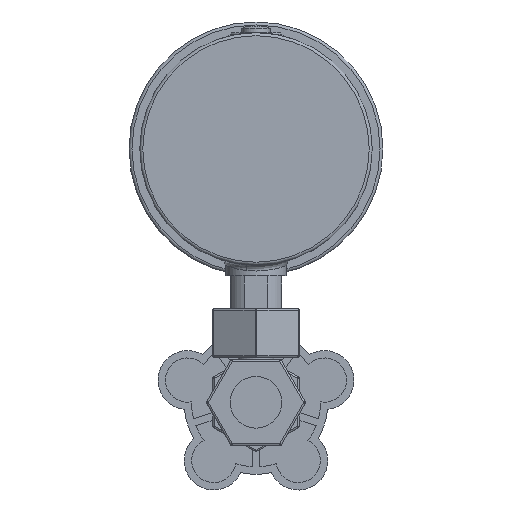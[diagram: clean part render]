
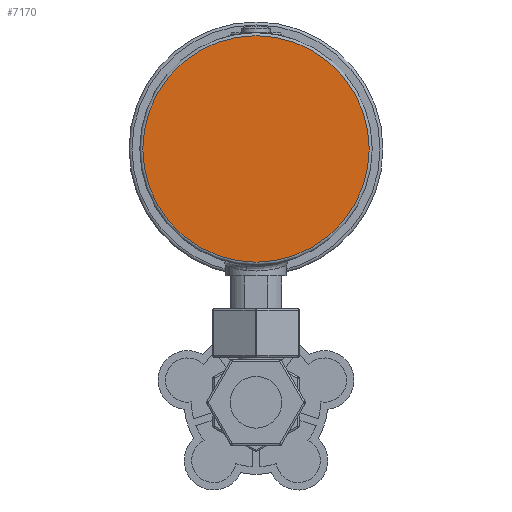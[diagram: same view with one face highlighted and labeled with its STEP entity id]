
A CAD part, front view. The second image highlights one B-rep face of the part: STEP entity #7170.
In plain terms, the highlighted face is planar.
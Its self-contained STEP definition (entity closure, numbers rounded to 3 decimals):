
#383=PLANE('',#7720);
#615=FACE_OUTER_BOUND('',#1034,.T.);
#1034=EDGE_LOOP('',(#5836));
#1400=CIRCLE('',#7695,30.702);
#3395=VERTEX_POINT('',#26177);
#4258=EDGE_CURVE('',#3395,#3395,#1400,.T.);
#5836=ORIENTED_EDGE('',*,*,#4258,.T.);
#7170=ADVANCED_FACE('',(#615),#383,.T.);
#7695=AXIS2_PLACEMENT_3D('',#26178,#9070,#9071);
#7720=AXIS2_PLACEMENT_3D('',#26823,#9127,#9128);
#9070=DIRECTION('center_axis',(0.,0.,-1.));
#9071=DIRECTION('ref_axis',(0.,1.,0.));
#9127=DIRECTION('center_axis',(0.,0.,-1.));
#9128=DIRECTION('ref_axis',(0.,1.,0.));
#26177=CARTESIAN_POINT('',(0.,-30.702,0.));
#26178=CARTESIAN_POINT('Origin',(0.,0.,0.));
#26823=CARTESIAN_POINT('Origin',(0.,31.496,0.));
